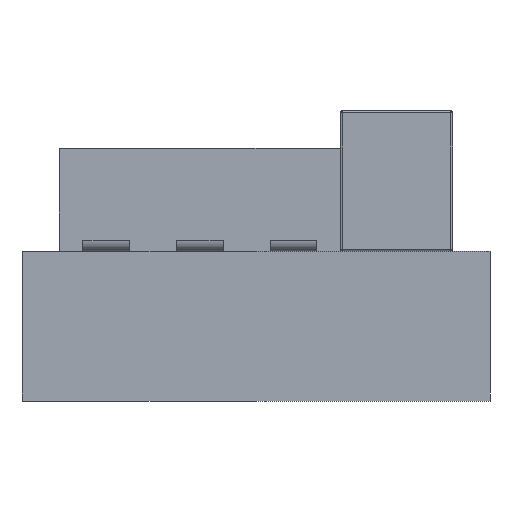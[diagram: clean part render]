
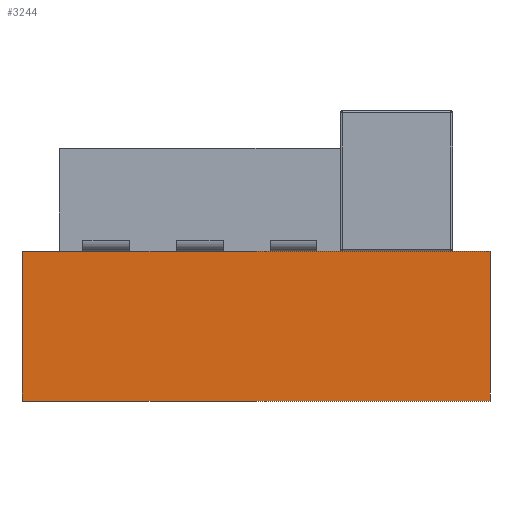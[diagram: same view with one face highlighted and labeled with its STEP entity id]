
A CAD part, left-side view. The second image highlights one B-rep face of the part: STEP entity #3244.
In plain terms, the highlighted face is planar.
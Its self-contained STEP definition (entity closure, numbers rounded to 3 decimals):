
#183=ORIENTED_EDGE('',*,*,#840,.T.);
#184=ORIENTED_EDGE('',*,*,#841,.F.);
#185=ORIENTED_EDGE('',*,*,#802,.F.);
#186=ORIENTED_EDGE('',*,*,#837,.T.);
#802=EDGE_CURVE('',#1131,#1132,#1342,.T.);
#837=EDGE_CURVE('',#1131,#1166,#1377,.T.);
#840=EDGE_CURVE('',#1166,#1168,#1380,.T.);
#841=EDGE_CURVE('',#1132,#1168,#1381,.T.);
#1131=VERTEX_POINT('',#4203);
#1132=VERTEX_POINT('',#4205);
#1166=VERTEX_POINT('',#4275);
#1168=VERTEX_POINT('',#4281);
#1342=LINE('',#4204,#1601);
#1377=LINE('',#4274,#1636);
#1380=LINE('',#4280,#1639);
#1381=LINE('',#4282,#1640);
#1601=VECTOR('',#3581,1000.);
#1636=VECTOR('',#3618,1000.);
#1639=VECTOR('',#3623,1000.);
#1640=VECTOR('',#3624,1000.);
#1863=EDGE_LOOP('',(#183,#184,#185,#186));
#2013=FACE_BOUND('',#1863,.T.);
#2161=PLANE('',#3397);
#3244=ADVANCED_FACE('',(#2013),#2161,.F.);
#3397=AXIS2_PLACEMENT_3D('',#4279,#3621,#3622);
#3581=DIRECTION('',(0.,1.,0.));
#3618=DIRECTION('',(0.,0.,-1.));
#3621=DIRECTION('',(-1.,0.,0.));
#3622=DIRECTION('',(0.,-1.,0.));
#3623=DIRECTION('',(0.,1.,0.));
#3624=DIRECTION('',(0.,0.,-1.));
#4203=CARTESIAN_POINT('',(1.6,-1.25,0.8));
#4204=CARTESIAN_POINT('',(1.6,-1.25,0.8));
#4205=CARTESIAN_POINT('',(1.6,1.25,0.8));
#4274=CARTESIAN_POINT('',(1.6,-1.25,0.8));
#4275=CARTESIAN_POINT('',(1.6,-1.25,0.001));
#4279=CARTESIAN_POINT('',(1.6,-1.25,0.8));
#4280=CARTESIAN_POINT('',(1.6,-1.25,0.));
#4281=CARTESIAN_POINT('',(1.6,1.25,0.001));
#4282=CARTESIAN_POINT('',(1.6,1.25,0.8));
